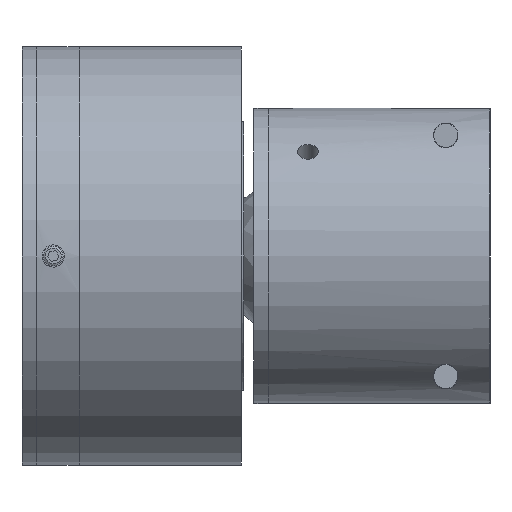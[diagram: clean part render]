
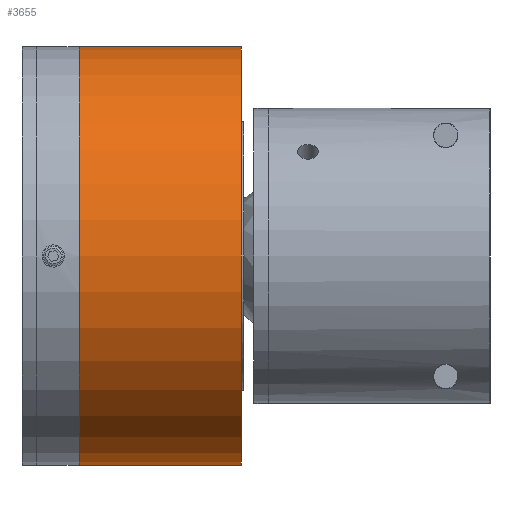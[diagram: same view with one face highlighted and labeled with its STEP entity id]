
A CAD part, front view. The second image highlights one B-rep face of the part: STEP entity #3655.
In plain terms, the highlighted cylindrical face has radius 42.5 mm (diameter 85 mm), a full revolution.
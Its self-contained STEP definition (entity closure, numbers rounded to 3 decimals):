
#26 = ORIENTED_EDGE ( 'NONE', *, *, #17720, .F. ) ;
#566 = LINE ( 'NONE', #31949, #22897 ) ;
#623 = EDGE_CURVE ( 'NONE', #5914, #5914, #24792, .T. ) ;
#986 = FACE_OUTER_BOUND ( 'NONE', #3858, .T. ) ;
#1161 = DIRECTION ( 'NONE',  ( 0., 0., 1. ) ) ;
#1480 = DIRECTION ( 'NONE',  ( -1., 0., 0. ) ) ;
#3101 = DIRECTION ( 'NONE',  ( -1., 0., 0. ) ) ;
#3364 = VERTEX_POINT ( 'NONE', #20379 ) ;
#3655 = ADVANCED_FACE ( 'NONE', ( #26310, #6987, #986 ), #9605, .T. ) ;
#3858 = EDGE_LOOP ( 'NONE', ( #35571 ) ) ;
#4066 = CARTESIAN_POINT ( 'NONE',  ( 12.5, 41.5, 9.165 ) ) ;
#4160 = ORIENTED_EDGE ( 'NONE', *, *, #28959, .T. ) ;
#5066 = DIRECTION ( 'NONE',  ( 0., 0., 1. ) ) ;
#5642 = VECTOR ( 'NONE', #3101, 1000. ) ;
#5914 = VERTEX_POINT ( 'NONE', #17337 ) ;
#6987 = FACE_OUTER_BOUND ( 'NONE', #18035, .T. ) ;
#7553 = DIRECTION ( 'NONE',  ( 1., 0., 0. ) ) ;
#8395 = CARTESIAN_POINT ( 'NONE',  ( 41.5, 0., 0. ) ) ;
#8596 = AXIS2_PLACEMENT_3D ( 'NONE', #8395, #30588, #5066 ) ;
#9605 = CYLINDRICAL_SURFACE ( 'NONE', #35232, 42.5 ) ;
#10097 = DIRECTION ( 'NONE',  ( 0., -1., 0. ) ) ;
#12163 = CIRCLE ( 'NONE', #26541, 42.5 ) ;
#12625 = ORIENTED_EDGE ( 'NONE', *, *, #31728, .T. ) ;
#14441 = VERTEX_POINT ( 'NONE', #26082 ) ;
#14656 = DIRECTION ( 'NONE',  ( 1., 0., 0. ) ) ;
#15040 = CARTESIAN_POINT ( 'NONE',  ( 8.5, 0., 0. ) ) ;
#15621 = DIRECTION ( 'NONE',  ( 0., 0., -1. ) ) ;
#17182 = LINE ( 'NONE', #31287, #5642 ) ;
#17337 = CARTESIAN_POINT ( 'NONE',  ( 41.5, 0., 42.5 ) ) ;
#17720 = EDGE_CURVE ( 'NONE', #14441, #14441, #35353, .T. ) ;
#18035 = EDGE_LOOP ( 'NONE', ( #26 ) ) ;
#18125 = CIRCLE ( 'NONE', #20517, 42.5 ) ;
#18163 = CARTESIAN_POINT ( 'NONE',  ( 12.5, 0., 0. ) ) ;
#19993 = VERTEX_POINT ( 'NONE', #4066 ) ;
#20379 = CARTESIAN_POINT ( 'NONE',  ( 32.5, 41.5, -9.165 ) ) ;
#20517 = AXIS2_PLACEMENT_3D ( 'NONE', #36306, #7553, #15621 ) ;
#20556 = VERTEX_POINT ( 'NONE', #22436 ) ;
#22380 = VERTEX_POINT ( 'NONE', #28591 ) ;
#22436 = CARTESIAN_POINT ( 'NONE',  ( 32.5, 41.5, 9.165 ) ) ;
#22897 = VECTOR ( 'NONE', #14656, 1000. ) ;
#23867 = EDGE_LOOP ( 'NONE', ( #4160, #12625, #27877, #31525 ) ) ;
#24792 = CIRCLE ( 'NONE', #8596, 42.5 ) ;
#26082 = CARTESIAN_POINT ( 'NONE',  ( 8.5, 0., 42.5 ) ) ;
#26310 = FACE_BOUND ( 'NONE', #23867, .T. ) ;
#26541 = AXIS2_PLACEMENT_3D ( 'NONE', #18163, #1480, #10097 ) ;
#27622 = DIRECTION ( 'NONE',  ( -1., 0., 0. ) ) ;
#27877 = ORIENTED_EDGE ( 'NONE', *, *, #36868, .T. ) ;
#28175 = DIRECTION ( 'NONE',  ( 0., 0., 1. ) ) ;
#28334 = EDGE_CURVE ( 'NONE', #22380, #3364, #566, .T. ) ;
#28591 = CARTESIAN_POINT ( 'NONE',  ( 12.5, 41.5, -9.165 ) ) ;
#28959 = EDGE_CURVE ( 'NONE', #3364, #20556, #18125, .T. ) ;
#30588 = DIRECTION ( 'NONE',  ( -1., 0., 0. ) ) ;
#31287 = CARTESIAN_POINT ( 'NONE',  ( 8.5, 41.5, 9.165 ) ) ;
#31525 = ORIENTED_EDGE ( 'NONE', *, *, #28334, .T. ) ;
#31728 = EDGE_CURVE ( 'NONE', #20556, #19993, #17182, .T. ) ;
#31949 = CARTESIAN_POINT ( 'NONE',  ( 8.5, 41.5, -9.165 ) ) ;
#32331 = AXIS2_PLACEMENT_3D ( 'NONE', #36116, #27622, #28175 ) ;
#34983 = DIRECTION ( 'NONE',  ( -1., 0., 0. ) ) ;
#35232 = AXIS2_PLACEMENT_3D ( 'NONE', #15040, #34983, #1161 ) ;
#35353 = CIRCLE ( 'NONE', #32331, 42.5 ) ;
#35571 = ORIENTED_EDGE ( 'NONE', *, *, #623, .T. ) ;
#36116 = CARTESIAN_POINT ( 'NONE',  ( 8.5, 0., 0. ) ) ;
#36306 = CARTESIAN_POINT ( 'NONE',  ( 32.5, 0., 0. ) ) ;
#36868 = EDGE_CURVE ( 'NONE', #19993, #22380, #12163, .T. ) ;
